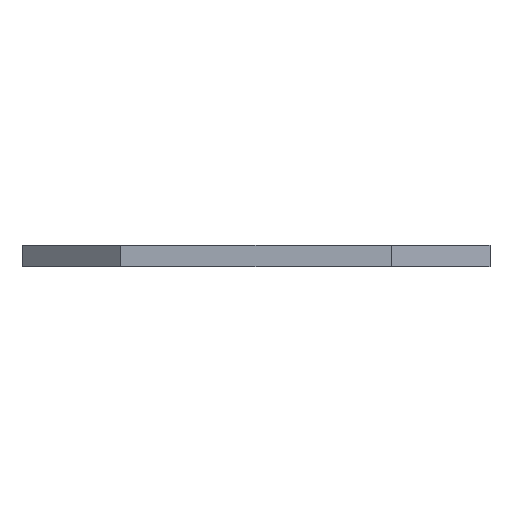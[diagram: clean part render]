
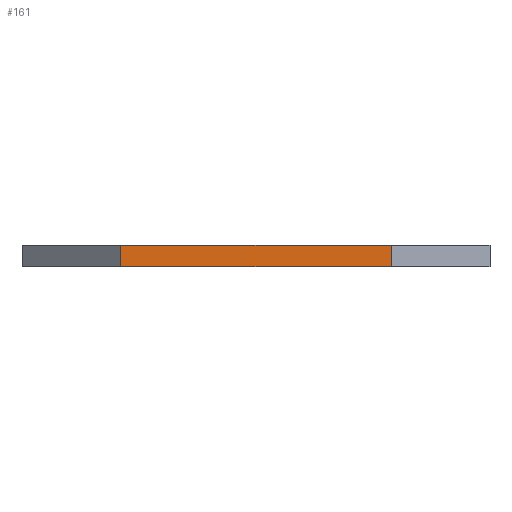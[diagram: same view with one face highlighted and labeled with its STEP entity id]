
A CAD part, front view. The second image highlights one B-rep face of the part: STEP entity #161.
In plain terms, the highlighted planar face has unit normal (0, -1, 0).
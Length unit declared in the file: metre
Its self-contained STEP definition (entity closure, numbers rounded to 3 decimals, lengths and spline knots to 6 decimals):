
#161=ADVANCED_FACE('690:966',(#407),#408,.T.);
#407=FACE_OUTER_BOUND('',#659,.T.);
#408=PLANE('',#660);
#659=EDGE_LOOP('',(#1712,#1713,#1714,#1715));
#660=AXIS2_PLACEMENT_3D('',#1716,#1717,#1718);
#1712=ORIENTED_EDGE('',*,*,#2104,.F.);
#1713=ORIENTED_EDGE('',*,*,#2052,.F.);
#1714=ORIENTED_EDGE('',*,*,#2009,.T.);
#1715=ORIENTED_EDGE('',*,*,#2125,.T.);
#1716=CARTESIAN_POINT('',(-0.003587,-0.051737,0.072253));
#1717=DIRECTION('',(0.0,-1.0,-0.0));
#1718=DIRECTION('',(-1.0,0.0,0.));
#2009=EDGE_CURVE('690:1299',#2578,#2576,#2579,.T.);
#2052=EDGE_CURVE('690:1467',#2578,#2634,#2635,.T.);
#2104=EDGE_CURVE('690:1638',#2634,#2709,#2710,.T.);
#2125=EDGE_CURVE('690:1731',#2576,#2709,#2733,.T.);
#2576=VERTEX_POINT('',#3311);
#2578=VERTEX_POINT('',#3314);
#2579=LINE('',#3315,#3316);
#2634=VERTEX_POINT('',#3398);
#2635=LINE('',#3399,#3400);
#2709=VERTEX_POINT('',#3506);
#2710=LINE('',#3507,#3508);
#2733=LINE('',#3548,#3549);
#3311=CARTESIAN_POINT('',(-0.016287,-0.051737,0.073253));
#3314=CARTESIAN_POINT('',(0.009113,-0.051737,0.073253));
#3315=CARTESIAN_POINT('',(-0.003587,-0.051737,0.073253));
#3316=VECTOR('',#4043,1.0);
#3398=CARTESIAN_POINT('',(0.009113,-0.051737,0.071253));
#3399=CARTESIAN_POINT('',(0.009113,-0.051737,0.072253));
#3400=VECTOR('',#4116,1.0);
#3506=CARTESIAN_POINT('',(-0.016287,-0.051737,0.071253));
#3507=CARTESIAN_POINT('',(-0.003587,-0.051737,0.071253));
#3508=VECTOR('',#4206,1.0);
#3548=CARTESIAN_POINT('',(-0.016287,-0.051737,0.072253));
#3549=VECTOR('',#4233,1.0);
#4043=DIRECTION('',(-1.0,0.,0.));
#4116=DIRECTION('',(0.,0.0,-1.0));
#4206=DIRECTION('',(-1.0,0.,0.));
#4233=DIRECTION('',(0.,0.0,-1.0));
